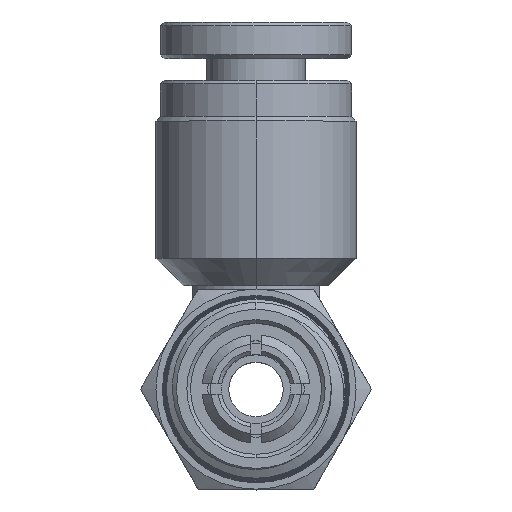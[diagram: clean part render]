
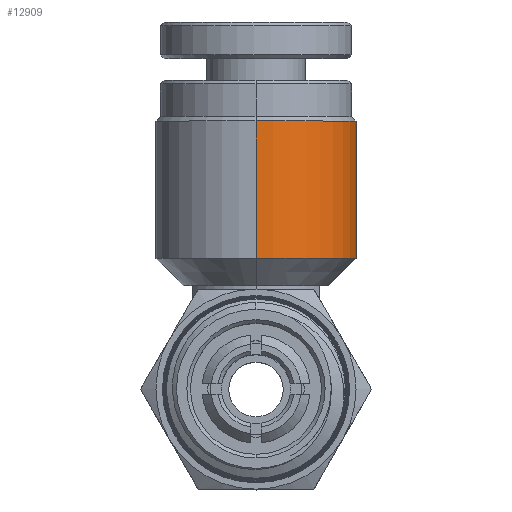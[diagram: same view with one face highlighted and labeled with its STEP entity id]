
A CAD part, top view. The second image highlights one B-rep face of the part: STEP entity #12909.
In plain terms, the highlighted cylindrical face has radius 5.5 mm (diameter 11 mm), a partial arc.
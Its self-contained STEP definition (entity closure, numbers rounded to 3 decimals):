
#361 = VECTOR ( 'NONE', #2095, 1000. ) ;
#2095 = DIRECTION ( 'NONE',  ( 0., -1., 0. ) ) ;
#2415 = AXIS2_PLACEMENT_3D ( 'NONE', #5864, #26280, #8810 ) ;
#3351 = ORIENTED_EDGE ( 'NONE', *, *, #35719, .T. ) ;
#3794 = ORIENTED_EDGE ( 'NONE', *, *, #13215, .F. ) ;
#4978 = DIRECTION ( 'NONE',  ( 0., 0., -1. ) ) ;
#5864 = CARTESIAN_POINT ( 'NONE',  ( 0., 7.2, -5.7 ) ) ;
#7100 = CARTESIAN_POINT ( 'NONE',  ( 0., 7.2, -0.2 ) ) ;
#7806 = CARTESIAN_POINT ( 'NONE',  ( 0., 17., -0.2 ) ) ;
#8238 = LINE ( 'NONE', #7806, #361 ) ;
#8810 = DIRECTION ( 'NONE',  ( 0., 0., 1. ) ) ;
#9854 = CARTESIAN_POINT ( 'NONE',  ( 0., 7.2, -11.2 ) ) ;
#10063 = EDGE_CURVE ( 'NONE', #13889, #14845, #22735, .T. ) ;
#10236 = ORIENTED_EDGE ( 'NONE', *, *, #10063, .T. ) ;
#10585 = DIRECTION ( 'NONE',  ( 0., -1., 0. ) ) ;
#10718 = DIRECTION ( 'NONE',  ( 0., -1., 0. ) ) ;
#11567 = ORIENTED_EDGE ( 'NONE', *, *, #12945, .T. ) ;
#12909 = ADVANCED_FACE ( 'NONE', ( #18631 ), #15912, .T. ) ;
#12945 = EDGE_CURVE ( 'NONE', #14845, #13442, #8238, .T. ) ;
#13215 = EDGE_CURVE ( 'NONE', #13889, #22049, #27847, .T. ) ;
#13442 = VERTEX_POINT ( 'NONE', #7100 ) ;
#13889 = VERTEX_POINT ( 'NONE', #35442 ) ;
#14341 = CARTESIAN_POINT ( 'NONE',  ( 0., 17., -11.2 ) ) ;
#14845 = VERTEX_POINT ( 'NONE', #19188 ) ;
#15912 = CYLINDRICAL_SURFACE ( 'NONE', #22052, 5.5 ) ;
#18631 = FACE_OUTER_BOUND ( 'NONE', #30945, .T. ) ;
#19188 = CARTESIAN_POINT ( 'NONE',  ( 0., 14.75, -0.2 ) ) ;
#22049 = VERTEX_POINT ( 'NONE', #9854 ) ;
#22052 = AXIS2_PLACEMENT_3D ( 'NONE', #22413, #10718, #4978 ) ;
#22413 = CARTESIAN_POINT ( 'NONE',  ( 0., 17., -5.7 ) ) ;
#22618 = DIRECTION ( 'NONE',  ( 0., -1., 0. ) ) ;
#22735 = CIRCLE ( 'NONE', #27402, 5.5 ) ;
#26280 = DIRECTION ( 'NONE',  ( 0., 1., 0. ) ) ;
#27402 = AXIS2_PLACEMENT_3D ( 'NONE', #28117, #10585, #31126 ) ;
#27847 = LINE ( 'NONE', #14341, #35855 ) ;
#28117 = CARTESIAN_POINT ( 'NONE',  ( 0., 14.75, -5.7 ) ) ;
#30922 = CIRCLE ( 'NONE', #2415, 5.5 ) ;
#30945 = EDGE_LOOP ( 'NONE', ( #10236, #11567, #3351, #3794 ) ) ;
#31126 = DIRECTION ( 'NONE',  ( 0., 0., 1. ) ) ;
#35442 = CARTESIAN_POINT ( 'NONE',  ( 0., 14.75, -11.2 ) ) ;
#35719 = EDGE_CURVE ( 'NONE', #13442, #22049, #30922, .T. ) ;
#35855 = VECTOR ( 'NONE', #22618, 1000. ) ;
